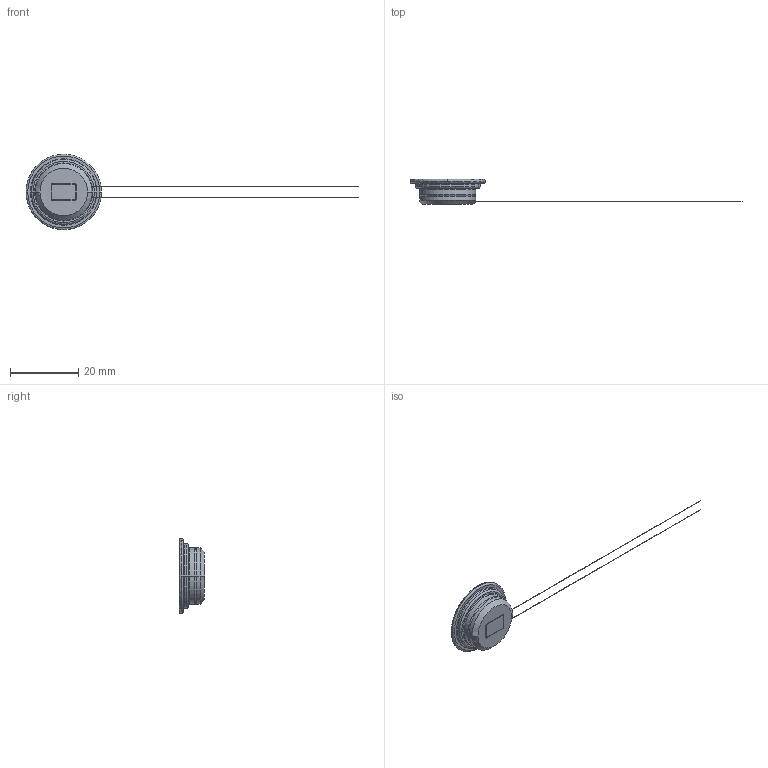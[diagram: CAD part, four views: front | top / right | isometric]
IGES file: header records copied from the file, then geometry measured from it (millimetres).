
Start section:  PTC IGES file: mr-28406-000_sw.igs
Global section: file name: mr-28406-000_sw.igs; native system: Pro/ENGINEER by Parametric Technology Corporation; preprocessor: 2005070; author: LYan; organization: Unknown; date: 060901.141055; units: inch
Bounding box: 97.26 x 7.39 x 22.1 mm (x, y, z)
Surface area: 1158.3 mm2 (no closed solid volume)
Topology: 0 solids, 0 shells, 48 faces, 204 edges, 204 vertices
Faces by surface type: revolution 38, bspline 10
